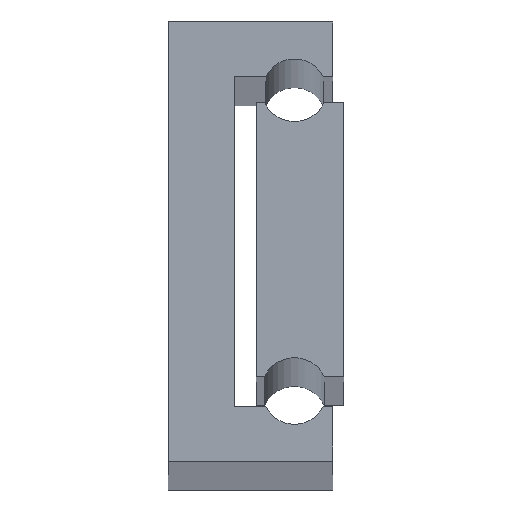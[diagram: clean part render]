
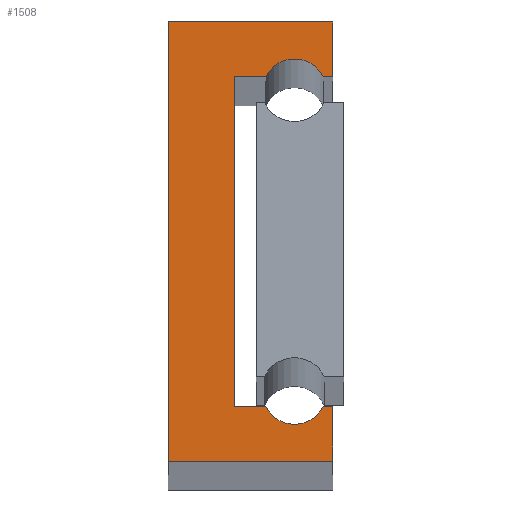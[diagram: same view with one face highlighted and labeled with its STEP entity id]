
A CAD part, top view. The second image highlights one B-rep face of the part: STEP entity #1508.
In plain terms, the highlighted planar face has unit normal (0, 0, 1).
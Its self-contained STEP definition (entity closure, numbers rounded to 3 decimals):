
#29 = CARTESIAN_POINT ( 'NONE',  ( 8.895, 35., 750. ) ) ;
#71 = DIRECTION ( 'NONE',  ( 1., 0., 0. ) ) ;
#83 = CARTESIAN_POINT ( 'NONE',  ( 15., 5., 750. ) ) ;
#85 = ORIENTED_EDGE ( 'NONE', *, *, #234, .T. ) ;
#103 = VECTOR ( 'NONE', #1448, 1000. ) ;
#128 = DIRECTION ( 'NONE',  ( 1., 0., 0. ) ) ;
#156 = DIRECTION ( 'NONE',  ( 1., 0., 0. ) ) ;
#219 = DIRECTION ( 'NONE',  ( 0., 1., 0. ) ) ;
#222 = CARTESIAN_POINT ( 'NONE',  ( 15., 35., 750. ) ) ;
#234 = EDGE_CURVE ( 'NONE', #549, #1268, #1072, .T. ) ;
#255 = DIRECTION ( 'NONE',  ( 0., 1., 0. ) ) ;
#258 = CARTESIAN_POINT ( 'NONE',  ( 15., 0., 750. ) ) ;
#276 = EDGE_CURVE ( 'NONE', #541, #549, #1143, .T. ) ;
#290 = LINE ( 'NONE', #602, #698 ) ;
#340 = LINE ( 'NONE', #1569, #558 ) ;
#391 = LINE ( 'NONE', #222, #1082 ) ;
#396 = CIRCLE ( 'NONE', #779, 2.89 ) ;
#445 = VERTEX_POINT ( 'NONE', #1731 ) ;
#469 = ORIENTED_EDGE ( 'NONE', *, *, #1043, .T. ) ;
#471 = CARTESIAN_POINT ( 'NONE',  ( 11.5, 33.75, 750. ) ) ;
#502 = CARTESIAN_POINT ( 'NONE',  ( 6., 35., 750. ) ) ;
#541 = VERTEX_POINT ( 'NONE', #1093 ) ;
#546 = VERTEX_POINT ( 'NONE', #1399 ) ;
#549 = VERTEX_POINT ( 'NONE', #787 ) ;
#558 = VECTOR ( 'NONE', #71, 1000. ) ;
#572 = LINE ( 'NONE', #1186, #1046 ) ;
#602 = CARTESIAN_POINT ( 'NONE',  ( 15., 40., 750. ) ) ;
#612 = EDGE_CURVE ( 'NONE', #995, #668, #396, .T. ) ;
#634 = ORIENTED_EDGE ( 'NONE', *, *, #1007, .T. ) ;
#668 = VERTEX_POINT ( 'NONE', #1664 ) ;
#695 = VECTOR ( 'NONE', #255, 1000. ) ;
#698 = VECTOR ( 'NONE', #921, 1000. ) ;
#712 = LINE ( 'NONE', #1755, #695 ) ;
#718 = DIRECTION ( 'NONE',  ( 0., -1., 0. ) ) ;
#728 = EDGE_LOOP ( 'NONE', ( #85, #774, #1031, #1692, #1816, #1733, #1937, #909, #905, #469, #634, #1057 ) ) ;
#735 = DIRECTION ( 'NONE',  ( -1., 0., 0. ) ) ;
#739 = DIRECTION ( 'NONE',  ( -1., 0., 0. ) ) ;
#747 = CARTESIAN_POINT ( 'NONE',  ( 0., 0., 750. ) ) ;
#774 = ORIENTED_EDGE ( 'NONE', *, *, #1012, .T. ) ;
#779 = AXIS2_PLACEMENT_3D ( 'NONE', #1580, #1898, #156 ) ;
#786 = PLANE ( 'NONE',  #1490 ) ;
#787 = CARTESIAN_POINT ( 'NONE',  ( 0., 40., 750. ) ) ;
#798 = EDGE_CURVE ( 'NONE', #1144, #891, #882, .T. ) ;
#830 = LINE ( 'NONE', #747, #1392 ) ;
#852 = CARTESIAN_POINT ( 'NONE',  ( 0., 0., 750. ) ) ;
#866 = LINE ( 'NONE', #83, #1796 ) ;
#882 = CIRCLE ( 'NONE', #1357, 2.89 ) ;
#891 = VERTEX_POINT ( 'NONE', #1275 ) ;
#898 = CARTESIAN_POINT ( 'NONE',  ( 0., 0., 750. ) ) ;
#905 = ORIENTED_EDGE ( 'NONE', *, *, #798, .T. ) ;
#908 = CARTESIAN_POINT ( 'NONE',  ( 14.105, 5., 750. ) ) ;
#909 = ORIENTED_EDGE ( 'NONE', *, *, #1452, .T. ) ;
#921 = DIRECTION ( 'NONE',  ( 0., 1., 0. ) ) ;
#932 = CARTESIAN_POINT ( 'NONE',  ( 11.5, 33.75, 750. ) ) ;
#960 = VERTEX_POINT ( 'NONE', #1324 ) ;
#971 = EDGE_CURVE ( 'NONE', #1333, #445, #712, .T. ) ;
#995 = VERTEX_POINT ( 'NONE', #908 ) ;
#1007 = EDGE_CURVE ( 'NONE', #546, #541, #290, .T. ) ;
#1012 = EDGE_CURVE ( 'NONE', #1268, #1333, #830, .T. ) ;
#1031 = ORIENTED_EDGE ( 'NONE', *, *, #971, .T. ) ;
#1043 = EDGE_CURVE ( 'NONE', #891, #546, #391, .T. ) ;
#1046 = VECTOR ( 'NONE', #1791, 1000. ) ;
#1057 = ORIENTED_EDGE ( 'NONE', *, *, #276, .T. ) ;
#1072 = LINE ( 'NONE', #898, #1111 ) ;
#1082 = VECTOR ( 'NONE', #1434, 1000. ) ;
#1093 = CARTESIAN_POINT ( 'NONE',  ( 15., 40., 750. ) ) ;
#1111 = VECTOR ( 'NONE', #718, 1000. ) ;
#1143 = LINE ( 'NONE', #1716, #103 ) ;
#1144 = VERTEX_POINT ( 'NONE', #29 ) ;
#1186 = CARTESIAN_POINT ( 'NONE',  ( 8.895, 5., 750. ) ) ;
#1251 = FACE_OUTER_BOUND ( 'NONE', #728, .T. ) ;
#1266 = VECTOR ( 'NONE', #219, 1000. ) ;
#1268 = VERTEX_POINT ( 'NONE', #852 ) ;
#1271 = LINE ( 'NONE', #1864, #1266 ) ;
#1275 = CARTESIAN_POINT ( 'NONE',  ( 14.105, 35., 750. ) ) ;
#1324 = CARTESIAN_POINT ( 'NONE',  ( 6., 5., 750. ) ) ;
#1333 = VERTEX_POINT ( 'NONE', #258 ) ;
#1356 = EDGE_CURVE ( 'NONE', #668, #960, #572, .T. ) ;
#1357 = AXIS2_PLACEMENT_3D ( 'NONE', #932, #1495, #739 ) ;
#1392 = VECTOR ( 'NONE', #128, 1000. ) ;
#1399 = CARTESIAN_POINT ( 'NONE',  ( 15., 35., 750. ) ) ;
#1434 = DIRECTION ( 'NONE',  ( 1., 0., 0. ) ) ;
#1448 = DIRECTION ( 'NONE',  ( -1., 0., 0. ) ) ;
#1452 = EDGE_CURVE ( 'NONE', #1800, #1144, #340, .T. ) ;
#1490 = AXIS2_PLACEMENT_3D ( 'NONE', #471, #1846, #1528 ) ;
#1495 = DIRECTION ( 'NONE',  ( 0., 0., -1. ) ) ;
#1508 = ADVANCED_FACE ( 'NONE', ( #1251 ), #786, .F. ) ;
#1528 = DIRECTION ( 'NONE',  ( -1., 0., 0. ) ) ;
#1569 = CARTESIAN_POINT ( 'NONE',  ( 8.895, 35., 750. ) ) ;
#1580 = CARTESIAN_POINT ( 'NONE',  ( 11.5, 6.25, 750. ) ) ;
#1664 = CARTESIAN_POINT ( 'NONE',  ( 8.895, 5., 750. ) ) ;
#1692 = ORIENTED_EDGE ( 'NONE', *, *, #1936, .T. ) ;
#1716 = CARTESIAN_POINT ( 'NONE',  ( 0., 40., 750. ) ) ;
#1731 = CARTESIAN_POINT ( 'NONE',  ( 15., 5., 750. ) ) ;
#1733 = ORIENTED_EDGE ( 'NONE', *, *, #1356, .T. ) ;
#1755 = CARTESIAN_POINT ( 'NONE',  ( 15., 0., 750. ) ) ;
#1787 = EDGE_CURVE ( 'NONE', #960, #1800, #1271, .T. ) ;
#1791 = DIRECTION ( 'NONE',  ( -1., 0., 0. ) ) ;
#1796 = VECTOR ( 'NONE', #735, 1000. ) ;
#1800 = VERTEX_POINT ( 'NONE', #502 ) ;
#1816 = ORIENTED_EDGE ( 'NONE', *, *, #612, .T. ) ;
#1846 = DIRECTION ( 'NONE',  ( 0., 0., -1. ) ) ;
#1864 = CARTESIAN_POINT ( 'NONE',  ( 6., 5., 750. ) ) ;
#1898 = DIRECTION ( 'NONE',  ( 0., 0., -1. ) ) ;
#1936 = EDGE_CURVE ( 'NONE', #445, #995, #866, .T. ) ;
#1937 = ORIENTED_EDGE ( 'NONE', *, *, #1787, .T. ) ;
